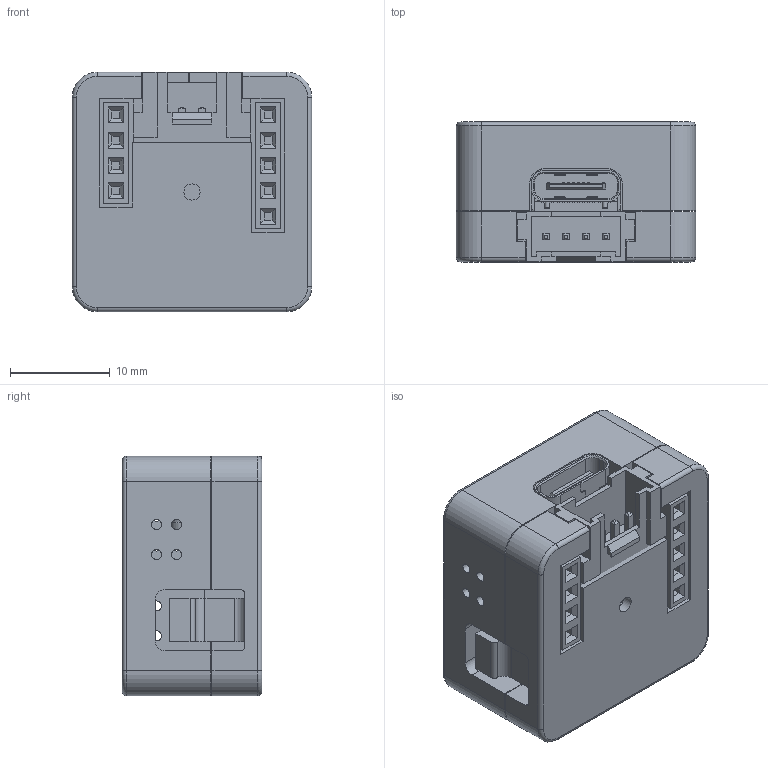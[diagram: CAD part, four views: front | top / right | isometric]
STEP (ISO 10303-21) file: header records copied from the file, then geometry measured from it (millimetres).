
FILE_DESCRIPTION(/* description */ (''),/* implementation_level */ '2;1');
FILE_NAME(/* name */ 'M5 ATOM Matrix v2.step',/* time_stamp */ '2020-05-30T14:20:05+09:00',/* author */ (''),/* organization */ (''),/* preprocessor_version */ 'ST-DEVELOPER v18.1',/* originating_system */ 'Autodesk Translation Framework v9.3.0.1241',/* authorisation */ '');
FILE_SCHEMA (('AUTOMOTIVE_DESIGN { 1 0 10303 214 3 1 1 }'));
Length unit declared in the file: millimetre
Products named in the file (10): M5 ATOM Matrix; Grove socket; pinsocket_5 v2; pinsocket_4 v3; HRO_TYPE-C-31-M-12 v2; HRO_TYPE-C-31-M-12; ConPins; PcbPins; Mold; Frame
Assembly tree (9 placements, depth 4):
  M5 ATOM Matrix
    Grove socket
    pinsocket_5 v2
    pinsocket_4 v3
    HRO_TYPE-C-31-M-12 v2
      HRO_TYPE-C-31-M-12
        ConPins
        PcbPins
        Mold
        Frame
Bounding box: 24 x 14 x 24 mm (x, y, z)
Volume: 3457.5 mm3; surface area: 5854.1 mm2
Topology: 12 solids, 12 shells, 902 faces, 2277 edges, 1386 vertices
Faces by surface type: plane 604, cylinder 222, torus 34, sphere 32, cone 10
Full cylindrical faces by diameter (mm): 0.5 x2, 1 x14, 1.623 x1
Entity records: 26719 total; most frequent: DIRECTION 4587, CARTESIAN_POINT 4577, ORIENTED_EDGE 4490, EDGE_CURVE 2245, LINE 1735, VECTOR 1735, AXIS2_PLACEMENT_3D 1426, VERTEX_POINT 1386
